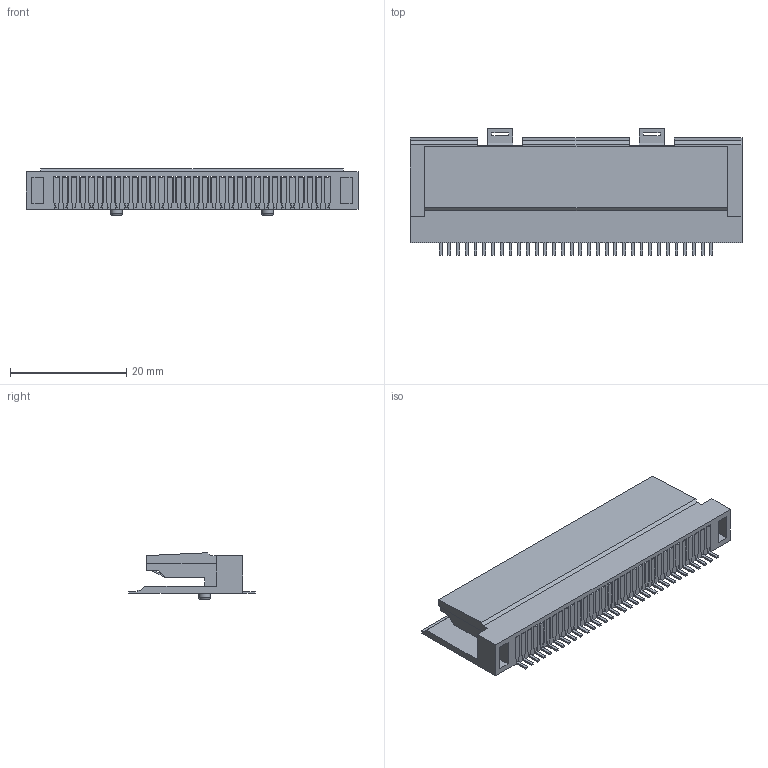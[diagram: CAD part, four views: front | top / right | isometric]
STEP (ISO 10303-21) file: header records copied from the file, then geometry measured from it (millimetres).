
FILE_DESCRIPTION(/* description */ (''),/* implementation_level */ '2;1');
FILE_NAME(/* name */ 'agsCartSlot.step',/* time_stamp */ '2024-05-19T09:53:37-07:00',/* author */ (''),/* organization */ (''),/* preprocessor_version */ 'ST-DEVELOPER v20',/* originating_system */ 'Autodesk Translation Framework v12.20.1.177',/* authorisation */ '');
FILE_SCHEMA (('AUTOMOTIVE_DESIGN { 1 0 10303 214 3 1 1 }'));
Length unit declared in the file: millimetre
Products named in the file (1): AGSCartSlot
Bounding box: 57 x 21.74 x 7.98 mm (x, y, z)
Volume: 3918.4 mm3; surface area: 7875.5 mm2
Topology: 35 solids, 35 shells, 1156 faces, 3406 edges, 2260 vertices
Faces by surface type: plane 1088, cylinder 66, torus 2
Full cylindrical faces by diameter (mm): 2 x2
Entity records: 37921 total; most frequent: CARTESIAN_POINT 6823, ORIENTED_EDGE 6812, DIRECTION 5858, EDGE_CURVE 3406, LINE 3268, VECTOR 3268, VERTEX_POINT 2260, AXIS2_PLACEMENT_3D 1295
